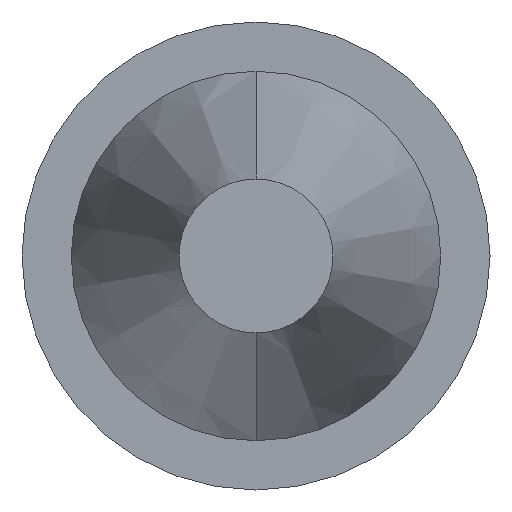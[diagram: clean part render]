
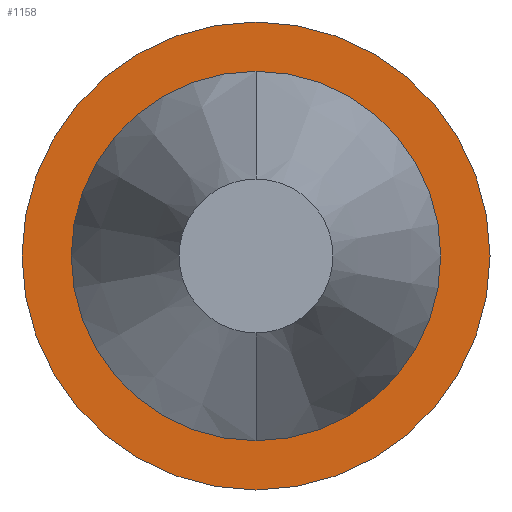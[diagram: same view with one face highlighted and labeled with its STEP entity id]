
A CAD part, front view. The second image highlights one B-rep face of the part: STEP entity #1158.
In plain terms, the highlighted planar face has unit normal (0, -1, 0).
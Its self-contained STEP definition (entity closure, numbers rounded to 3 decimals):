
#83 = CARTESIAN_POINT ( 'NONE',  ( 0., 0., 0. ) ) ;
#216 = CIRCLE ( 'NONE', #378, 2. ) ;
#309 = DIRECTION ( 'NONE',  ( 0., 0., 1. ) ) ;
#318 = DIRECTION ( 'NONE',  ( 0., 0., 1. ) ) ;
#366 = VERTEX_POINT ( 'NONE', #1696 ) ;
#375 = CIRCLE ( 'NONE', #1360, 2. ) ;
#378 = AXIS2_PLACEMENT_3D ( 'NONE', #83, #634, #383 ) ;
#383 = DIRECTION ( 'NONE',  ( 0., 0., 1. ) ) ;
#406 = AXIS2_PLACEMENT_3D ( 'NONE', #1544, #1403, #318 ) ;
#489 = DIRECTION ( 'NONE',  ( 0., 0., 1. ) ) ;
#614 = FACE_OUTER_BOUND ( 'NONE', #984, .T. ) ;
#622 = DIRECTION ( 'NONE',  ( 0., 1., 0. ) ) ;
#631 = EDGE_LOOP ( 'NONE', ( #964, #1018 ) ) ;
#634 = DIRECTION ( 'NONE',  ( 0., 1., 0. ) ) ;
#716 = EDGE_CURVE ( 'NONE', #366, #1588, #216, .T. ) ;
#748 = CIRCLE ( 'NONE', #406, 3.8 ) ;
#789 = CARTESIAN_POINT ( 'NONE',  ( 0., 0., 0. ) ) ;
#863 = CARTESIAN_POINT ( 'NONE',  ( 0., 0., -3.8 ) ) ;
#895 = CARTESIAN_POINT ( 'NONE',  ( 0., 0., -2. ) ) ;
#910 = DIRECTION ( 'NONE',  ( 0., 0., 1. ) ) ;
#932 = DIRECTION ( 'NONE',  ( 0., 1., 0. ) ) ;
#955 = AXIS2_PLACEMENT_3D ( 'NONE', #789, #932, #910 ) ;
#964 = ORIENTED_EDGE ( 'NONE', *, *, #716, .T. ) ;
#974 = AXIS2_PLACEMENT_3D ( 'NONE', #1184, #622, #489 ) ;
#981 = VERTEX_POINT ( 'NONE', #863 ) ;
#984 = EDGE_LOOP ( 'NONE', ( #1090, #1290 ) ) ;
#990 = EDGE_CURVE ( 'NONE', #1634, #981, #748, .T. ) ;
#998 = CARTESIAN_POINT ( 'NONE',  ( 0., 0., 0. ) ) ;
#1018 = ORIENTED_EDGE ( 'NONE', *, *, #1422, .T. ) ;
#1053 = CARTESIAN_POINT ( 'NONE',  ( 0., 0., 3.8 ) ) ;
#1090 = ORIENTED_EDGE ( 'NONE', *, *, #1525, .F. ) ;
#1158 = ADVANCED_FACE ( 'NONE', ( #1352, #614 ), #1191, .F. ) ;
#1184 = CARTESIAN_POINT ( 'NONE',  ( 0., 0., 0. ) ) ;
#1191 = PLANE ( 'NONE',  #955 ) ;
#1290 = ORIENTED_EDGE ( 'NONE', *, *, #990, .F. ) ;
#1352 = FACE_BOUND ( 'NONE', #631, .T. ) ;
#1360 = AXIS2_PLACEMENT_3D ( 'NONE', #998, #1418, #309 ) ;
#1403 = DIRECTION ( 'NONE',  ( 0., 1., 0. ) ) ;
#1418 = DIRECTION ( 'NONE',  ( 0., 1., 0. ) ) ;
#1422 = EDGE_CURVE ( 'NONE', #1588, #366, #375, .T. ) ;
#1525 = EDGE_CURVE ( 'NONE', #981, #1634, #1788, .T. ) ;
#1544 = CARTESIAN_POINT ( 'NONE',  ( 0., 0., 0. ) ) ;
#1588 = VERTEX_POINT ( 'NONE', #895 ) ;
#1634 = VERTEX_POINT ( 'NONE', #1053 ) ;
#1696 = CARTESIAN_POINT ( 'NONE',  ( 0., 0., 2. ) ) ;
#1788 = CIRCLE ( 'NONE', #974, 3.8 ) ;
